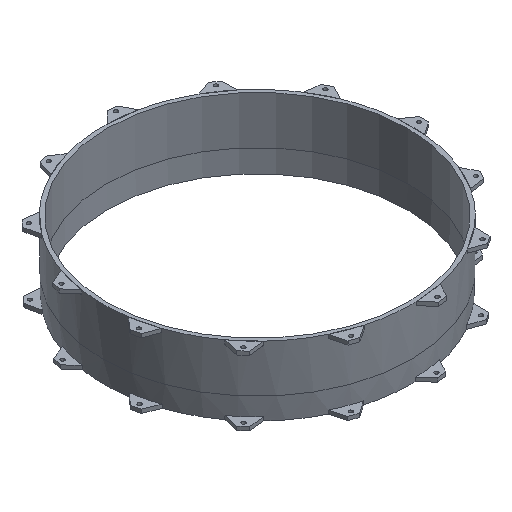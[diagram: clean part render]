
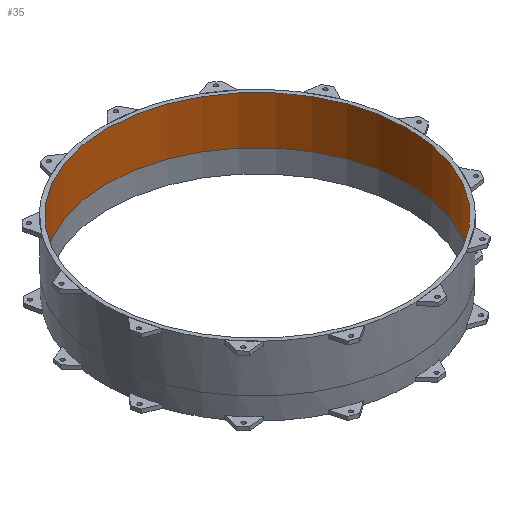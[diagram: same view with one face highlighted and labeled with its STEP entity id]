
A CAD part, isometric view. The second image highlights one B-rep face of the part: STEP entity #35.
In plain terms, the highlighted cylindrical face has radius 82 mm (diameter 164 mm), a full revolution.
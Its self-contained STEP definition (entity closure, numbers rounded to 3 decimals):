
#35 = ADVANCED_FACE('',(#36),#63,.F.);
#36 = FACE_BOUND('',#37,.T.);
#37 = EDGE_LOOP('',(#38,#47,#55,#62));
#38 = ORIENTED_EDGE('',*,*,#39,.T.);
#39 = EDGE_CURVE('',#40,#40,#42,.T.);
#40 = VERTEX_POINT('',#41);
#41 = CARTESIAN_POINT('',(0.,-82.,26.));
#42 = CIRCLE('',#43,82.);
#43 = AXIS2_PLACEMENT_3D('',#44,#45,#46);
#44 = CARTESIAN_POINT('',(0.,0.,26.));
#45 = DIRECTION('',(0.,0.,1.));
#46 = DIRECTION('',(0.,-1.,0.));
#47 = ORIENTED_EDGE('',*,*,#48,.T.);
#48 = EDGE_CURVE('',#40,#49,#51,.T.);
#49 = VERTEX_POINT('',#50);
#50 = CARTESIAN_POINT('',(0.,-82.,0.));
#51 = LINE('',#52,#53);
#52 = CARTESIAN_POINT('',(0.,-82.,26.));
#53 = VECTOR('',#54,1.);
#54 = DIRECTION('',(0.,0.,-1.));
#55 = ORIENTED_EDGE('',*,*,#56,.F.);
#56 = EDGE_CURVE('',#49,#49,#57,.T.);
#57 = CIRCLE('',#58,82.);
#58 = AXIS2_PLACEMENT_3D('',#59,#60,#61);
#59 = CARTESIAN_POINT('',(0.,0.,0.));
#60 = DIRECTION('',(0.,0.,1.));
#61 = DIRECTION('',(0.,-1.,0.));
#62 = ORIENTED_EDGE('',*,*,#48,.F.);
#63 = CYLINDRICAL_SURFACE('',#64,82.);
#64 = AXIS2_PLACEMENT_3D('',#65,#66,#67);
#65 = CARTESIAN_POINT('',(0.,0.,26.));
#66 = DIRECTION('',(0.,0.,-1.));
#67 = DIRECTION('',(0.,-1.,0.));
